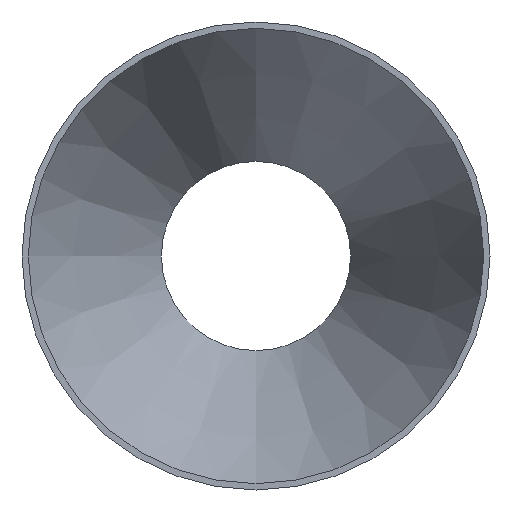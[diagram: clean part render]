
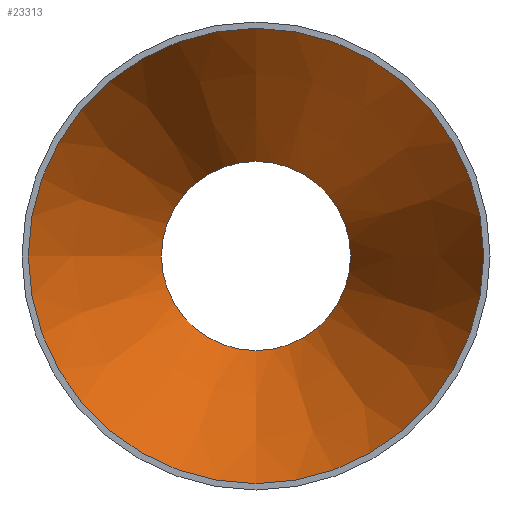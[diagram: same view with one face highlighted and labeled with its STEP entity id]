
A CAD part, front view. The second image highlights one B-rep face of the part: STEP entity #23313.
In plain terms, the highlighted conical face has half-angle 24.404 degrees and reference radius 157.558 mm.
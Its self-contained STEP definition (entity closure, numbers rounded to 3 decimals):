
#208 = CARTESIAN_POINT ( 'NONE',  ( 0., 0., 0. ) ) ;
#1477 = CARTESIAN_POINT ( 'NONE',  ( 0., 203., -65.458 ) ) ;
#2041 = EDGE_CURVE ( 'NONE', #18038, #18038, #7768, .T. ) ;
#2898 = CARTESIAN_POINT ( 'NONE',  ( 0., 203., 0. ) ) ;
#6347 = EDGE_LOOP ( 'NONE', ( #27022 ) ) ;
#6442 = CONICAL_SURFACE ( 'NONE', #26448, 157.558, 0.426 ) ;
#7768 = CIRCLE ( 'NONE', #14858, 157.558 ) ;
#8344 = EDGE_LOOP ( 'NONE', ( #30578 ) ) ;
#9926 = AXIS2_PLACEMENT_3D ( 'NONE', #2898, #19281, #19103 ) ;
#11232 = DIRECTION ( 'NONE',  ( 0., -1., 0. ) ) ;
#11291 = DIRECTION ( 'NONE',  ( 0., -1., 0. ) ) ;
#14858 = AXIS2_PLACEMENT_3D ( 'NONE', #208, #11232, #25986 ) ;
#15472 = CARTESIAN_POINT ( 'NONE',  ( 0., 0., -157.558 ) ) ;
#16999 = FACE_BOUND ( 'NONE', #6347, .T. ) ;
#18038 = VERTEX_POINT ( 'NONE', #15472 ) ;
#19103 = DIRECTION ( 'NONE',  ( 0., 0., -1. ) ) ;
#19281 = DIRECTION ( 'NONE',  ( 0., -1., 0. ) ) ;
#21350 = VERTEX_POINT ( 'NONE', #1477 ) ;
#22539 = FACE_OUTER_BOUND ( 'NONE', #8344, .T. ) ;
#23313 = ADVANCED_FACE ( 'NONE', ( #16999, #22539 ), #6442, .F. ) ;
#25137 = DIRECTION ( 'NONE',  ( 0., 0., -1. ) ) ;
#25831 = CIRCLE ( 'NONE', #9926, 65.458 ) ;
#25986 = DIRECTION ( 'NONE',  ( 0., 0., -1. ) ) ;
#26406 = EDGE_CURVE ( 'NONE', #21350, #21350, #25831, .T. ) ;
#26448 = AXIS2_PLACEMENT_3D ( 'NONE', #33936, #11291, #25137 ) ;
#27022 = ORIENTED_EDGE ( 'NONE', *, *, #26406, .F. ) ;
#30578 = ORIENTED_EDGE ( 'NONE', *, *, #2041, .T. ) ;
#33936 = CARTESIAN_POINT ( 'NONE',  ( 0., 0., 0. ) ) ;
